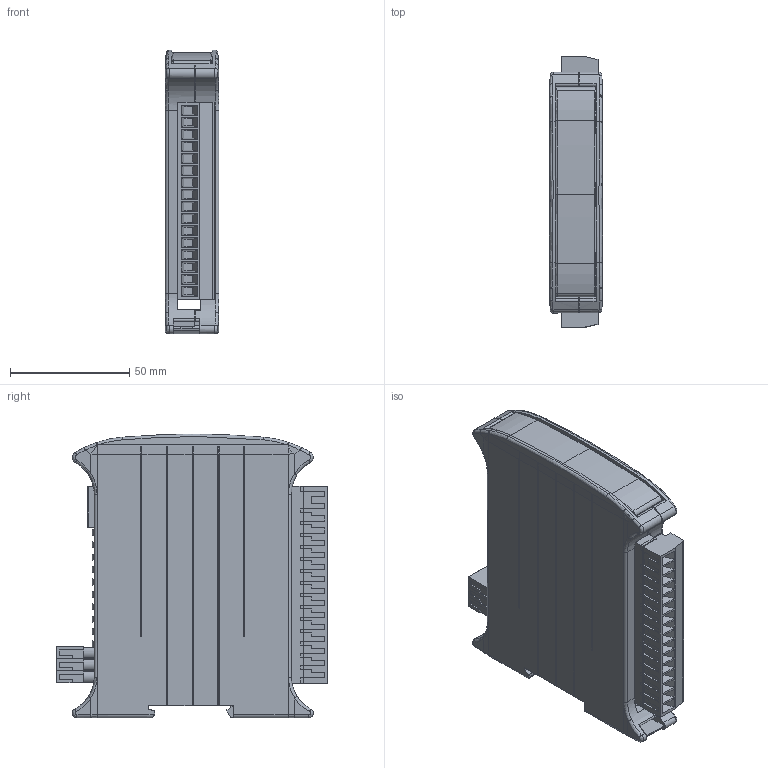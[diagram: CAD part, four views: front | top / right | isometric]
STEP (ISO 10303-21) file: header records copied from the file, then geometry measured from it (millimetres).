
FILE_DESCRIPTION (( 'STEP AP214' ), '1' );
FILE_NAME ('SIO-MB04ADS.STEP', '2019-10-25T15:55:18', ( '' ), ( '' ), 'SwSTEP 2.0', 'SolidWorks 2019', '' );
FILE_SCHEMA (( 'AUTOMOTIVE_DESIGN' ));
Length unit declared in the file: inch
Products named in the file (1): SIO-MB04ADS
Bounding box: 22.5 x 113.85 x 119.08 mm (x, y, z)
Volume: 80095.5 mm3; surface area: 85871.3 mm2
Topology: 21 solids, 21 shells, 2737 faces, 7163 edges, 4596 vertices
Faces by surface type: plane 2081, cylinder 435, bspline 164, cone 35, torus 18, sphere 4
Full cylindrical faces by diameter (mm): 2 x16, 2.3 x2, 2.4 x4, 2.5 x1, 2.75 x2, 3.5 x1, 3.6 x19, 3.8 x19
Entity records: 123158 total; most frequent: CARTESIAN_POINT 22194, ORIENTED_EDGE 13950, DIRECTION 12360, EDGE_CURVE 6975, VECTOR 5604, LINE 5604, VERTEX_POINT 4543, AXIS2_PLACEMENT_3D 3378
